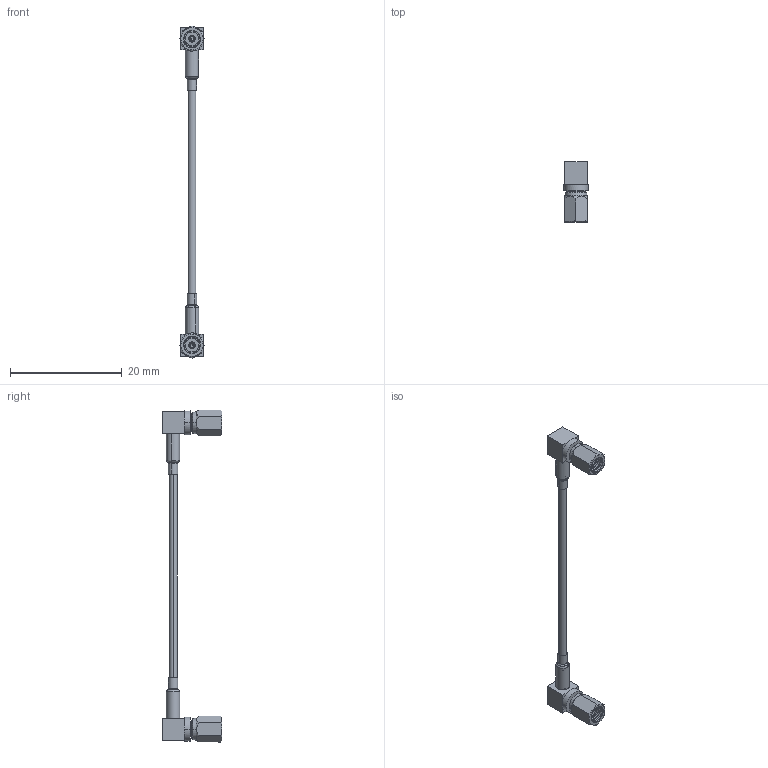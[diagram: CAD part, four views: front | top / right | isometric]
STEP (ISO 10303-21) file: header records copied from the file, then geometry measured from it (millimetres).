
FILE_DESCRIPTION (( 'STEP AP214' ), '1' );
FILE_NAME ('FMCA9975_3D.step', '2024-01-19T19:35:18', ( '' ), ( '' ), 'SwSTEP 2.0', 'SolidWorks 2022', '' );
FILE_SCHEMA (( 'AUTOMOTIVE_DESIGN' ));
Length unit declared in the file: inch
Products named in the file (4): Copy of PE45385／FMCN1270(Ticket #1332)^FMCA9975_默认; FMCA9975_3D; Copy of Heatshrink_047_long_240177^FMCA9975; Copy of PE-P047 Cable New^FMCA9975
Assembly tree (5 placements, depth 2):
  FMCA9975_3D
    Copy of PE-P047 Cable New^FMCA9975
    Copy of Heatshrink_047_long_240177^FMCA9975  x2
    Copy of PE45385／FMCN1270(Ticket #1332)^FMCA9975_默认  x2
Bounding box: 4.32 x 10.66 x 59.34 mm (x, y, z)
Volume: 394.6 mm3; surface area: 1091.2 mm2
Topology: 5 solids, 5 shells, 204 faces, 468 edges, 288 vertices
Faces by surface type: plane 86, cylinder 64, cone 36, torus 12, bspline 6
Entity records: 3715 total; most frequent: CARTESIAN_POINT 1250, DIRECTION 493, ORIENTED_EDGE 474, EDGE_CURVE 237, AXIS2_PLACEMENT_3D 197, VERTEX_POINT 146, EDGE_LOOP 113, ADVANCED_FACE 104
